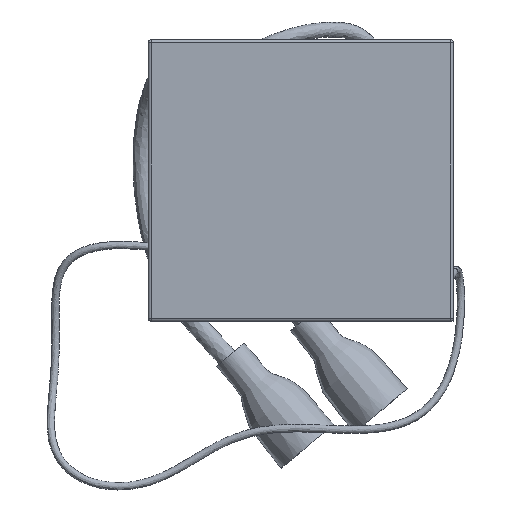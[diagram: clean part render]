
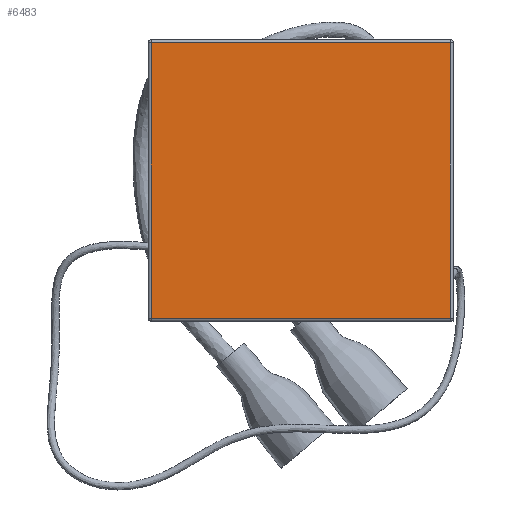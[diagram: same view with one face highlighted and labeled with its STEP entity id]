
A CAD part, front view. The second image highlights one B-rep face of the part: STEP entity #6483.
In plain terms, the highlighted planar face has unit normal (0, -1, 0).
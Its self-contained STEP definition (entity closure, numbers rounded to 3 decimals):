
#836=FACE_OUTER_BOUND('',#1252,.T.);
#1252=EDGE_LOOP('',(#4922,#4923,#4924,#4925));
#1816=LINE('',#10220,#2412);
#1817=LINE('',#10228,#2413);
#1818=LINE('',#10235,#2414);
#1822=LINE('',#10256,#2418);
#2412=VECTOR('',#8172,36.54);
#2413=VECTOR('',#8185,39.65);
#2414=VECTOR('',#8196,36.54);
#2418=VECTOR('',#8230,39.65);
#2936=VERTEX_POINT('',#10216);
#2937=VERTEX_POINT('',#10218);
#2938=VERTEX_POINT('',#10227);
#2939=VERTEX_POINT('',#10234);
#3633=EDGE_CURVE('',#2936,#2937,#1816,.F.);
#3637=EDGE_CURVE('',#2938,#2936,#1817,.F.);
#3641=EDGE_CURVE('',#2939,#2938,#1818,.F.);
#3652=EDGE_CURVE('',#2937,#2939,#1822,.F.);
#4922=ORIENTED_EDGE('',*,*,#3652,.T.);
#4923=ORIENTED_EDGE('',*,*,#3641,.T.);
#4924=ORIENTED_EDGE('',*,*,#3637,.T.);
#4925=ORIENTED_EDGE('',*,*,#3633,.T.);
#6240=PLANE('',#7041);
#6483=ADVANCED_FACE('',(#836),#6240,.T.);
#7041=AXIS2_PLACEMENT_3D('',#10255,#8228,#8229);
#8172=DIRECTION('',(1.,0.,0.));
#8185=DIRECTION('',(0.,0.,-1.));
#8196=DIRECTION('',(-1.,0.,0.));
#8228=DIRECTION('center_axis',(0.,-1.,0.));
#8229=DIRECTION('ref_axis',(0.,0.,-1.));
#8230=DIRECTION('',(0.,0.,1.));
#10216=CARTESIAN_POINT('',(18.27,0.,19.825));
#10218=CARTESIAN_POINT('',(-18.27,0.,19.825));
#10220=CARTESIAN_POINT('',(-18.27,0.,19.825));
#10227=CARTESIAN_POINT('',(18.27,0.,-19.825));
#10228=CARTESIAN_POINT('',(18.27,0.,19.825));
#10234=CARTESIAN_POINT('',(-18.27,0.,-19.825));
#10235=CARTESIAN_POINT('',(18.27,0.,-19.825));
#10255=CARTESIAN_POINT('Origin',(0.,0.,0.));
#10256=CARTESIAN_POINT('',(-18.27,0.,-19.825));
